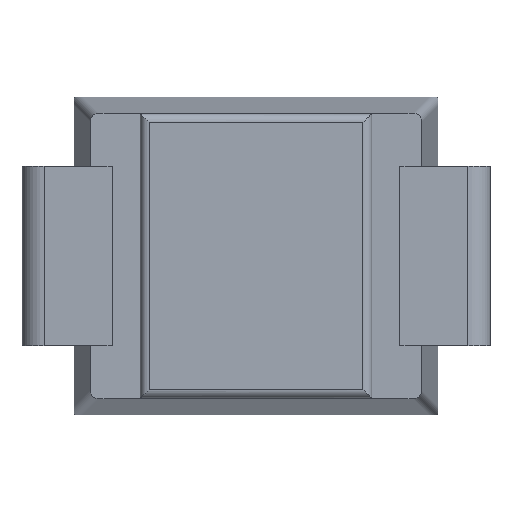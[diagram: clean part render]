
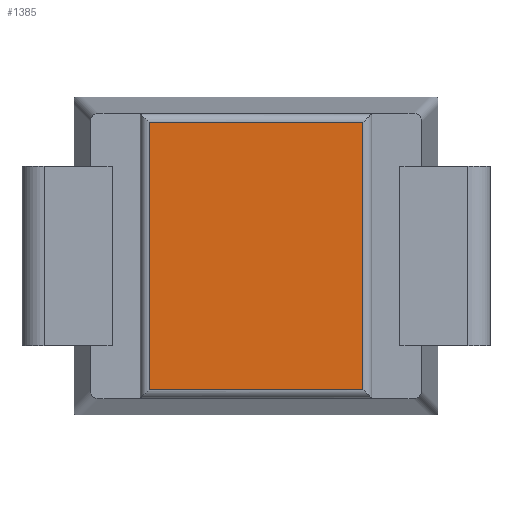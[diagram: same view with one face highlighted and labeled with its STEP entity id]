
A CAD part, front view. The second image highlights one B-rep face of the part: STEP entity #1385.
In plain terms, the highlighted planar face has unit normal (0, -1, 0).
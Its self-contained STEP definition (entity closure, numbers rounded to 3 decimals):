
#12 = EDGE_CURVE ( 'NONE', #374, #1265, #1919, .T. ) ;
#36 = CARTESIAN_POINT ( 'NONE',  ( 1.21, -1.028, 1.51 ) ) ;
#86 = CARTESIAN_POINT ( 'NONE',  ( 1.31, -1.028, -1.51 ) ) ;
#97 = CARTESIAN_POINT ( 'NONE',  ( -1.21, -1.028, -1.594 ) ) ;
#273 = CARTESIAN_POINT ( 'NONE',  ( 1.21, -1.028, -1.51 ) ) ;
#374 = VERTEX_POINT ( 'NONE', #1715 ) ;
#425 = DIRECTION ( 'NONE',  ( -1., 0., 0. ) ) ;
#522 = LINE ( 'NONE', #97, #1421 ) ;
#657 = CARTESIAN_POINT ( 'NONE',  ( 0., -1.028, 1.51 ) ) ;
#730 = LINE ( 'NONE', #2345, #1680 ) ;
#744 = VERTEX_POINT ( 'NONE', #36 ) ;
#896 = CARTESIAN_POINT ( 'NONE',  ( 0., -1.028, 1.8 ) ) ;
#907 = ORIENTED_EDGE ( 'NONE', *, *, #12, .T. ) ;
#1071 = LINE ( 'NONE', #657, #2469 ) ;
#1263 = EDGE_CURVE ( 'NONE', #744, #2560, #1071, .T. ) ;
#1265 = VERTEX_POINT ( 'NONE', #273 ) ;
#1273 = ORIENTED_EDGE ( 'NONE', *, *, #2390, .T. ) ;
#1293 = DIRECTION ( 'NONE',  ( 0., 0., -1. ) ) ;
#1385 = ADVANCED_FACE ( 'NONE', ( #2281 ), #2531, .T. ) ;
#1421 = VECTOR ( 'NONE', #1293, 1000. ) ;
#1486 = EDGE_LOOP ( 'NONE', ( #2246, #907, #1273, #2440 ) ) ;
#1490 = DIRECTION ( 'NONE',  ( 0., 0., -1. ) ) ;
#1680 = VECTOR ( 'NONE', #2551, 1000. ) ;
#1715 = CARTESIAN_POINT ( 'NONE',  ( -1.21, -1.028, -1.51 ) ) ;
#1897 = DIRECTION ( 'NONE',  ( 1., 0., 0. ) ) ;
#1919 = LINE ( 'NONE', #86, #2016 ) ;
#2016 = VECTOR ( 'NONE', #1897, 1000. ) ;
#2064 = CARTESIAN_POINT ( 'NONE',  ( -1.21, -1.028, 1.51 ) ) ;
#2246 = ORIENTED_EDGE ( 'NONE', *, *, #2405, .T. ) ;
#2281 = FACE_OUTER_BOUND ( 'NONE', #1486, .T. ) ;
#2290 = AXIS2_PLACEMENT_3D ( 'NONE', #896, #2512, #1490 ) ;
#2345 = CARTESIAN_POINT ( 'NONE',  ( 1.21, -1.028, 1.8 ) ) ;
#2390 = EDGE_CURVE ( 'NONE', #1265, #744, #730, .T. ) ;
#2405 = EDGE_CURVE ( 'NONE', #2560, #374, #522, .T. ) ;
#2440 = ORIENTED_EDGE ( 'NONE', *, *, #1263, .T. ) ;
#2469 = VECTOR ( 'NONE', #425, 1000. ) ;
#2512 = DIRECTION ( 'NONE',  ( 0., -1., 0. ) ) ;
#2531 = PLANE ( 'NONE',  #2290 ) ;
#2551 = DIRECTION ( 'NONE',  ( 0., 0., 1. ) ) ;
#2560 = VERTEX_POINT ( 'NONE', #2064 ) ;
